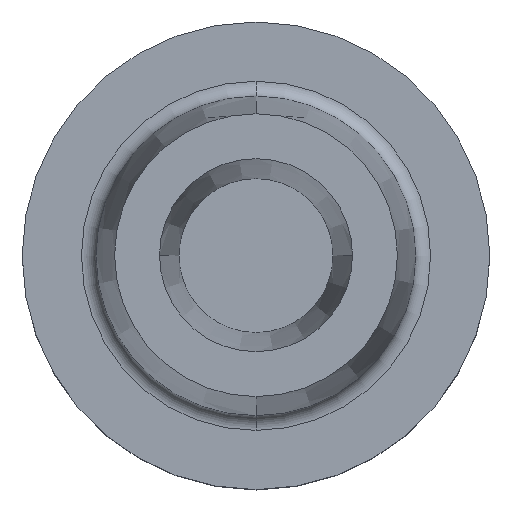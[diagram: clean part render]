
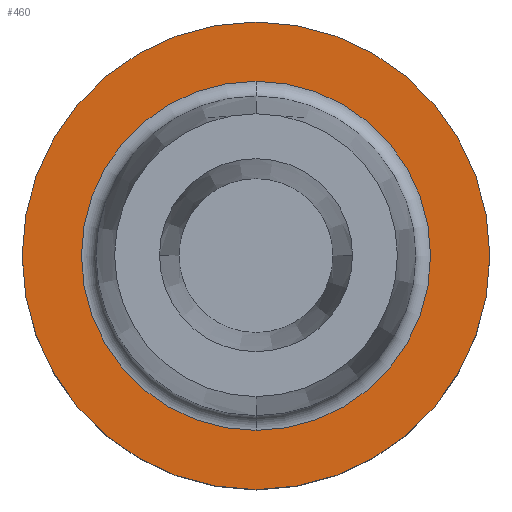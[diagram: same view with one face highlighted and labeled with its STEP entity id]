
A CAD part, top view. The second image highlights one B-rep face of the part: STEP entity #460.
In plain terms, the highlighted planar face has unit normal (0, 0, 1).
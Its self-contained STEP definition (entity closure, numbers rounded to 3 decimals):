
#60 = FACE_OUTER_BOUND ( 'NONE', #750, .T. ) ;
#70 = VERTEX_POINT ( 'NONE', #818 ) ;
#116 = EDGE_CURVE ( 'NONE', #70, #187, #1341, .T. ) ;
#118 = DIRECTION ( 'NONE',  ( 0., 0., -1. ) ) ;
#122 = ORIENTED_EDGE ( 'NONE', *, *, #1345, .F. ) ;
#140 = DIRECTION ( 'NONE',  ( 0., -1., 0. ) ) ;
#145 = AXIS2_PLACEMENT_3D ( 'NONE', #590, #1352, #705 ) ;
#187 = VERTEX_POINT ( 'NONE', #902 ) ;
#292 = ORIENTED_EDGE ( 'NONE', *, *, #116, .F. ) ;
#294 = CIRCLE ( 'NONE', #893, 31.5 ) ;
#311 = CARTESIAN_POINT ( 'NONE',  ( 0., 0., 26. ) ) ;
#365 = CARTESIAN_POINT ( 'NONE',  ( 0., 0., 26. ) ) ;
#384 = FACE_BOUND ( 'NONE', #1353, .T. ) ;
#427 = ORIENTED_EDGE ( 'NONE', *, *, #674, .T. ) ;
#447 = DIRECTION ( 'NONE',  ( 0., -1., 0. ) ) ;
#460 = ADVANCED_FACE ( 'NONE', ( #384, #60 ), #561, .T. ) ;
#531 = CARTESIAN_POINT ( 'NONE',  ( 0., 0., 26. ) ) ;
#537 = CARTESIAN_POINT ( 'NONE',  ( 0., 21.618, 26. ) ) ;
#561 = PLANE ( 'NONE',  #832 ) ;
#590 = CARTESIAN_POINT ( 'NONE',  ( 0., 0., 26. ) ) ;
#607 = CIRCLE ( 'NONE', #1111, 23.516 ) ;
#646 = CARTESIAN_POINT ( 'NONE',  ( 0., -23.516, 26. ) ) ;
#674 = EDGE_CURVE ( 'NONE', #1252, #1203, #1031, .T. ) ;
#705 = DIRECTION ( 'NONE',  ( 0., 1., 0. ) ) ;
#724 = CARTESIAN_POINT ( 'NONE',  ( 0., 23.516, 26. ) ) ;
#750 = EDGE_LOOP ( 'NONE', ( #122, #292 ) ) ;
#818 = CARTESIAN_POINT ( 'NONE',  ( 0., -31.5, 26. ) ) ;
#832 = AXIS2_PLACEMENT_3D ( 'NONE', #537, #877, #140 ) ;
#877 = DIRECTION ( 'NONE',  ( 0., 0., 1. ) ) ;
#893 = AXIS2_PLACEMENT_3D ( 'NONE', #365, #1145, #1043 ) ;
#902 = CARTESIAN_POINT ( 'NONE',  ( 0., 31.5, 26. ) ) ;
#940 = EDGE_CURVE ( 'NONE', #1203, #1252, #607, .T. ) ;
#943 = AXIS2_PLACEMENT_3D ( 'NONE', #531, #118, #447 ) ;
#1031 = CIRCLE ( 'NONE', #943, 23.516 ) ;
#1043 = DIRECTION ( 'NONE',  ( 0., 1., 0. ) ) ;
#1071 = DIRECTION ( 'NONE',  ( 0., 0., -1. ) ) ;
#1111 = AXIS2_PLACEMENT_3D ( 'NONE', #311, #1071, #1191 ) ;
#1145 = DIRECTION ( 'NONE',  ( 0., 0., -1. ) ) ;
#1164 = ORIENTED_EDGE ( 'NONE', *, *, #940, .T. ) ;
#1191 = DIRECTION ( 'NONE',  ( 0., -1., 0. ) ) ;
#1203 = VERTEX_POINT ( 'NONE', #724 ) ;
#1252 = VERTEX_POINT ( 'NONE', #646 ) ;
#1341 = CIRCLE ( 'NONE', #145, 31.5 ) ;
#1345 = EDGE_CURVE ( 'NONE', #187, #70, #294, .T. ) ;
#1352 = DIRECTION ( 'NONE',  ( 0., 0., -1. ) ) ;
#1353 = EDGE_LOOP ( 'NONE', ( #427, #1164 ) ) ;
